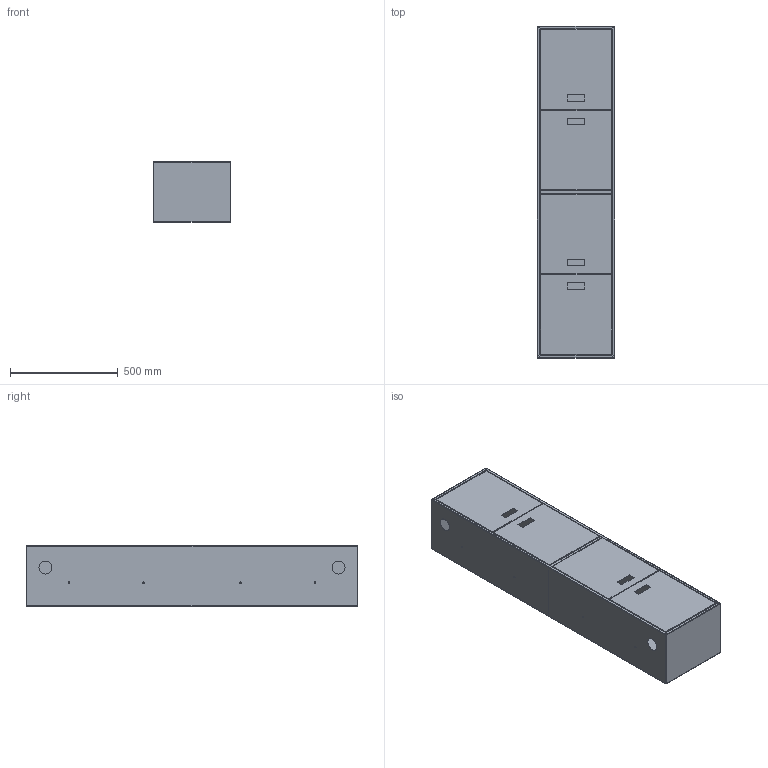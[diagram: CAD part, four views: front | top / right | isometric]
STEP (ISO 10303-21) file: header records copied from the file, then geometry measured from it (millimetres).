
FILE_DESCRIPTION (( 'STEP AP203' ), '1' );
FILE_NAME ('MCCY1227-10A001 萇眊郪璃.STEP', '2023-04-27T12:59:29', ( '' ), ( '' ), 'SwSTEP 2.0', 'SolidWorks 2017', '' );
FILE_SCHEMA (( 'CONFIG_CONTROL_DESIGN' ));
Length unit declared in the file: millimetre
Products named in the file (3): MCGL0914-07A001 萇眊C; MCCY1227-10A001 萇眊郪璃; MCGL0914-07A003 萇眊藷C
Assembly tree (5 placements, depth 2):
  MCCY1227-10A001 萇眊郪璃
    MCGL0914-07A001 萇眊C
    MCGL0914-07A003 萇眊藷C  x4
Bounding box: 360 x 1540 x 281.5 mm (x, y, z)
Volume: 3840167.2 mm3; surface area: 5133882.1 mm2
Topology: 5 solids, 5 shells, 558 faces, 1226 edges, 672 vertices
Faces by surface type: plane 306, cylinder 148, bspline 88, cone 16
Entity records: 11463 total; most frequent: CARTESIAN_POINT 3842, ORIENTED_EDGE 1508, DIRECTION 1406, EDGE_CURVE 754, VECTOR 550, LINE 550, VERTEX_POINT 432, AXIS2_PLACEMENT_3D 428
